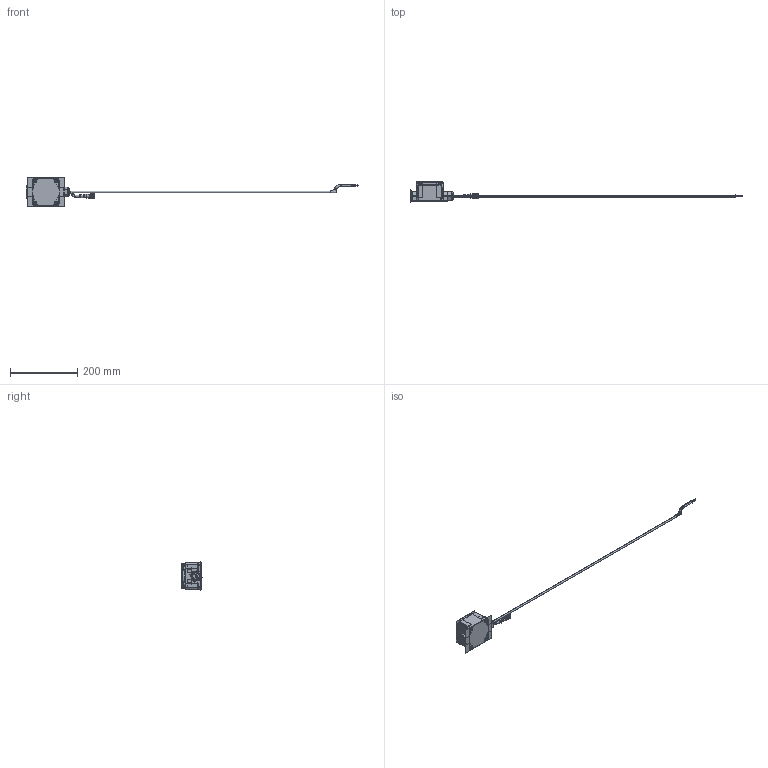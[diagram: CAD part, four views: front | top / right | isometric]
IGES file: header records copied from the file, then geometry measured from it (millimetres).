
Start section:  PTC IGES file: 209567_sm01.igs
Global section: file name: 209567_sm01.igs; native system: Creo Parametric by PTC Inc.; preprocessor: 2019292; author: PDMAdmin; organization: Unknown; date: 20220617.113826; units: millimetre
Bounding box: 990.28 x 61.76 x 84.08 mm (x, y, z)
Volume: 374480 mm3; surface area: 552268.7 mm2
Topology: 12 solids, 84 shells, 9008 faces, 40160 edges, 48046 vertices
Faces by surface type: bspline 6528, revolution 2480
